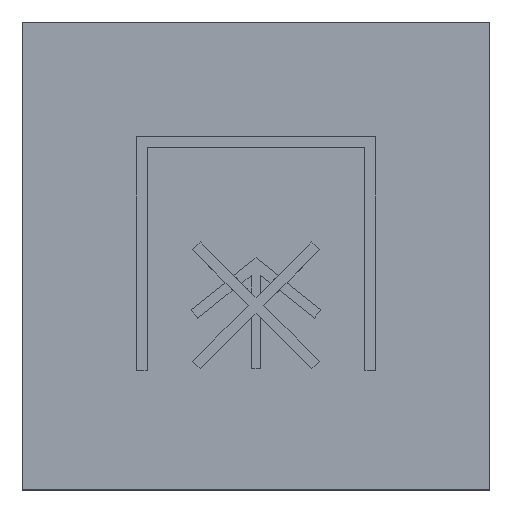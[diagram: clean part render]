
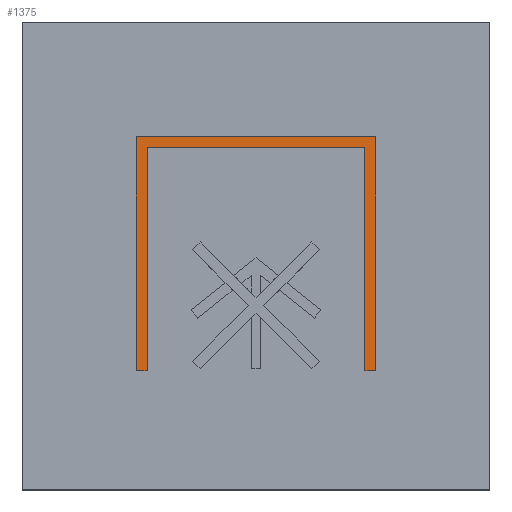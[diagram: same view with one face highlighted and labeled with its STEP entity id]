
A CAD part, top view. The second image highlights one B-rep face of the part: STEP entity #1375.
In plain terms, the highlighted face is planar.
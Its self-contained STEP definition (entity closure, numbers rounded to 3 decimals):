
#535=DIRECTION('',(1.,0.,0.));
#536=VECTOR('',#535,24.17);
#537=CARTESIAN_POINT('',(-12.08,8.912,-12.03));
#538=LINE('12949',#537,#536);
#539=DIRECTION('',(0.,0.,-1.));
#540=VECTOR('',#539,24.78);
#541=CARTESIAN_POINT('',(-12.08,8.912,12.75));
#542=LINE('12956',#541,#540);
#543=DIRECTION('',(1.,0.,0.));
#544=VECTOR('',#543,1.22);
#545=CARTESIAN_POINT('',(-13.3,8.912,12.75));
#546=LINE('12955',#545,#544);
#547=DIRECTION('',(0.,0.,1.));
#548=VECTOR('',#547,26.);
#549=CARTESIAN_POINT('',(-13.3,8.912,-13.25));
#550=LINE('12954',#549,#548);
#551=DIRECTION('',(-1.,0.,0.));
#552=VECTOR('',#551,26.61);
#553=CARTESIAN_POINT('',(13.31,8.912,-13.25));
#554=LINE('12953',#553,#552);
#555=DIRECTION('',(0.,0.,-1.));
#556=VECTOR('',#555,26.);
#557=CARTESIAN_POINT('',(13.31,8.912,12.75));
#558=LINE('12952',#557,#556);
#559=DIRECTION('',(1.,0.,0.));
#560=VECTOR('',#559,1.22);
#561=CARTESIAN_POINT('',(12.09,8.912,12.75));
#562=LINE('12951',#561,#560);
#563=DIRECTION('',(0.,0.,1.));
#564=VECTOR('',#563,24.78);
#565=CARTESIAN_POINT('',(12.09,8.912,-12.03));
#566=LINE('12950',#565,#564);
#883=CARTESIAN_POINT('',(-12.08,8.912,-12.03));
#884=CARTESIAN_POINT('',(12.09,8.912,-12.03));
#885=VERTEX_POINT('',#883);
#886=VERTEX_POINT('',#884);
#887=CARTESIAN_POINT('',(12.09,8.912,12.75));
#888=VERTEX_POINT('',#887);
#889=CARTESIAN_POINT('',(13.31,8.912,12.75));
#890=VERTEX_POINT('',#889);
#891=CARTESIAN_POINT('',(13.31,8.912,-13.25));
#892=VERTEX_POINT('',#891);
#893=CARTESIAN_POINT('',(-13.3,8.912,-13.25));
#894=VERTEX_POINT('',#893);
#895=CARTESIAN_POINT('',(-13.3,8.912,12.75));
#896=VERTEX_POINT('',#895);
#897=CARTESIAN_POINT('',(-12.08,8.912,12.75));
#898=VERTEX_POINT('',#897);
#1360=CARTESIAN_POINT('',(0.,8.912,0.));
#1361=DIRECTION('',(0.,1.,0.));
#1362=DIRECTION('',(1.,0.,0.));
#1363=AXIS2_PLACEMENT_3D('',#1360,#1361,#1362);
#1364=PLANE('4893',#1363);
#1365=ORIENTED_EDGE('12949',*,*,#1231,.F.);
#1366=ORIENTED_EDGE('12956',*,*,#1245,.F.);
#1367=ORIENTED_EDGE('12955',*,*,#1259,.F.);
#1368=ORIENTED_EDGE('12954',*,*,#1273,.F.);
#1369=ORIENTED_EDGE('12953',*,*,#1287,.F.);
#1370=ORIENTED_EDGE('12952',*,*,#1301,.F.);
#1371=ORIENTED_EDGE('12951',*,*,#1314,.F.);
#1372=ORIENTED_EDGE('12950',*,*,#1216,.F.);
#1373=EDGE_LOOP('4893',(#1365,#1366,#1367,#1368,#1369,#1370,#1371,#1372));
#1374=FACE_OUTER_BOUND('4893',#1373,.F.);
#1375=ADVANCED_FACE('4893',(#1374),#1364,.T.);
#1216=EDGE_CURVE('12950',#886,#888,#566,.T.);
#1231=EDGE_CURVE('12949',#885,#886,#538,.T.);
#1245=EDGE_CURVE('12956',#898,#885,#542,.T.);
#1259=EDGE_CURVE('12955',#896,#898,#546,.T.);
#1273=EDGE_CURVE('12954',#894,#896,#550,.T.);
#1287=EDGE_CURVE('12953',#892,#894,#554,.T.);
#1301=EDGE_CURVE('12952',#890,#892,#558,.T.);
#1314=EDGE_CURVE('12951',#888,#890,#562,.T.);
